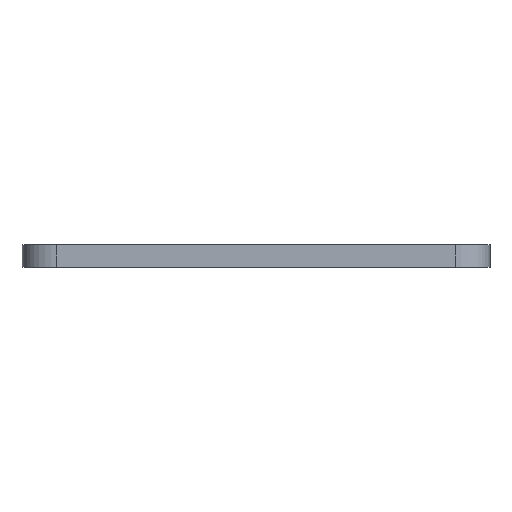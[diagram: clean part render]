
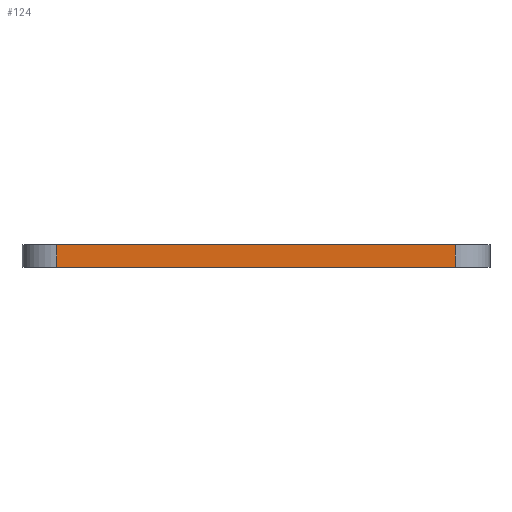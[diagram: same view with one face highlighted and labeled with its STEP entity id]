
A CAD part, left-side view. The second image highlights one B-rep face of the part: STEP entity #124.
In plain terms, the highlighted planar face has unit normal (-1, 0, 0).
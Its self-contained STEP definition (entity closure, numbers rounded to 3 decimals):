
#26 = CARTESIAN_POINT ( 'NONE',  ( -38.79, 68.35, 0. ) ) ;
#98 = VERTEX_POINT ( 'NONE', #845 ) ;
#124 = ADVANCED_FACE ( 'NONE', ( #1066 ), #748, .F. ) ;
#182 = CARTESIAN_POINT ( 'NONE',  ( -38.79, -68.35, 7.85 ) ) ;
#187 = EDGE_CURVE ( 'NONE', #1592, #1099, #1349, .T. ) ;
#200 = EDGE_CURVE ( 'NONE', #98, #1592, #299, .T. ) ;
#209 = AXIS2_PLACEMENT_3D ( 'NONE', #1761, #1320, #1906 ) ;
#299 = LINE ( 'NONE', #468, #1100 ) ;
#340 = LINE ( 'NONE', #1823, #534 ) ;
#384 = ORIENTED_EDGE ( 'NONE', *, *, #187, .T. ) ;
#429 = ORIENTED_EDGE ( 'NONE', *, *, #200, .T. ) ;
#446 = DIRECTION ( 'NONE',  ( 0., 0., -1. ) ) ;
#457 = VECTOR ( 'NONE', #1790, 1000. ) ;
#468 = CARTESIAN_POINT ( 'NONE',  ( -38.79, 68.35, 7.85 ) ) ;
#476 = EDGE_CURVE ( 'NONE', #1394, #1099, #1796, .T. ) ;
#534 = VECTOR ( 'NONE', #934, 1000. ) ;
#644 = VECTOR ( 'NONE', #755, 1000. ) ;
#748 = PLANE ( 'NONE',  #209 ) ;
#755 = DIRECTION ( 'NONE',  ( 0., 0., -1. ) ) ;
#776 = EDGE_LOOP ( 'NONE', ( #384, #1450, #1148, #429 ) ) ;
#845 = CARTESIAN_POINT ( 'NONE',  ( -38.79, 68.35, 7.85 ) ) ;
#934 = DIRECTION ( 'NONE',  ( 0., -1., 0. ) ) ;
#1066 = FACE_OUTER_BOUND ( 'NONE', #776, .T. ) ;
#1070 = CARTESIAN_POINT ( 'NONE',  ( -38.79, -68.35, 7.85 ) ) ;
#1099 = VERTEX_POINT ( 'NONE', #1185 ) ;
#1100 = VECTOR ( 'NONE', #446, 1000. ) ;
#1148 = ORIENTED_EDGE ( 'NONE', *, *, #1762, .F. ) ;
#1185 = CARTESIAN_POINT ( 'NONE',  ( -38.79, -68.35, 0. ) ) ;
#1320 = DIRECTION ( 'NONE',  ( 1., 0., 0. ) ) ;
#1349 = LINE ( 'NONE', #26, #457 ) ;
#1394 = VERTEX_POINT ( 'NONE', #182 ) ;
#1450 = ORIENTED_EDGE ( 'NONE', *, *, #476, .F. ) ;
#1480 = CARTESIAN_POINT ( 'NONE',  ( -38.79, 68.35, 0. ) ) ;
#1592 = VERTEX_POINT ( 'NONE', #1480 ) ;
#1761 = CARTESIAN_POINT ( 'NONE',  ( -38.79, 68.35, 7.85 ) ) ;
#1762 = EDGE_CURVE ( 'NONE', #98, #1394, #340, .T. ) ;
#1790 = DIRECTION ( 'NONE',  ( 0., -1., 0. ) ) ;
#1796 = LINE ( 'NONE', #1070, #644 ) ;
#1823 = CARTESIAN_POINT ( 'NONE',  ( -38.79, 68.35, 7.85 ) ) ;
#1906 = DIRECTION ( 'NONE',  ( 0., 1., 0. ) ) ;
